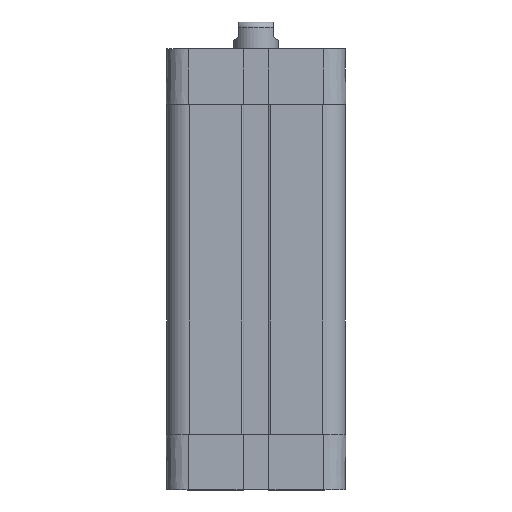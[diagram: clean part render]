
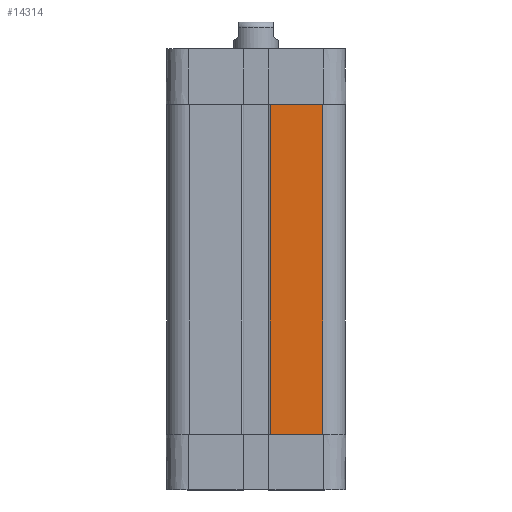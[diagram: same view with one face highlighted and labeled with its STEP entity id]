
A CAD part, front view. The second image highlights one B-rep face of the part: STEP entity #14314.
In plain terms, the highlighted planar face has unit normal (0, -1, 0).
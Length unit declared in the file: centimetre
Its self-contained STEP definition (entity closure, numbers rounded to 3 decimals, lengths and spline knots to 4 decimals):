
#1391=LINE($,#25772,#2642);
#1453=LINE($,#25950,#2704);
#1454=LINE($,#25953,#2705);
#1455=LINE($,#25954,#2706);
#2642=VECTOR($,#18061,1.175);
#2704=VECTOR($,#18253,7.4);
#2705=VECTOR($,#18256,1.175);
#2706=VECTOR($,#18257,7.4);
#3740=PLANE($,#15233);
#4676=FACE_OUTER_BOUND($,#5619,.T.);
#5619=EDGE_LOOP($,(#13350,#13351,#13352,#13353));
#7320=VERTEX_POINT($,#25769);
#7321=VERTEX_POINT($,#25771);
#7372=VERTEX_POINT($,#25948);
#7373=VERTEX_POINT($,#25952);
#9301=EDGE_CURVE($,#7321,#7320,#1391,.T.);
#9390=EDGE_CURVE($,#7372,#7320,#1453,.T.);
#9391=EDGE_CURVE($,#7372,#7373,#1454,.T.);
#9392=EDGE_CURVE($,#7373,#7321,#1455,.T.);
#13350=ORIENTED_EDGE($,*,*,#9391,.T.);
#13351=ORIENTED_EDGE($,*,*,#9392,.T.);
#13352=ORIENTED_EDGE($,*,*,#9301,.T.);
#13353=ORIENTED_EDGE($,*,*,#9390,.F.);
#14314=ADVANCED_FACE($,(#4676),#3740,.T.);
#15233=AXIS2_PLACEMENT_3D($,#25951,#18254,#18255);
#18061=DIRECTION($,(1.,0.,0.));
#18253=DIRECTION($,(0.,0.,-1.));
#18254=DIRECTION('center_axis',(0.,-1.,0.));
#18255=DIRECTION('ref_axis',(1.,0.,0.));
#18256=DIRECTION($,(-1.,0.,0.));
#18257=DIRECTION($,(0.,0.,-1.));
#25769=CARTESIAN_POINT('',(1.5,-2.,1.25));
#25771=CARTESIAN_POINT('',(0.325,-2.,1.25));
#25772=CARTESIAN_POINT($,(0.325,-2.,1.25));
#25948=CARTESIAN_POINT('',(1.5,-2.,8.65));
#25950=CARTESIAN_POINT($,(1.5,-2.,8.65));
#25951=CARTESIAN_POINT('Origin',(1.5,-2.,11.95));
#25952=CARTESIAN_POINT('',(0.325,-2.,8.65));
#25953=CARTESIAN_POINT($,(1.5,-2.,8.65));
#25954=CARTESIAN_POINT($,(0.325,-2.,8.65));
